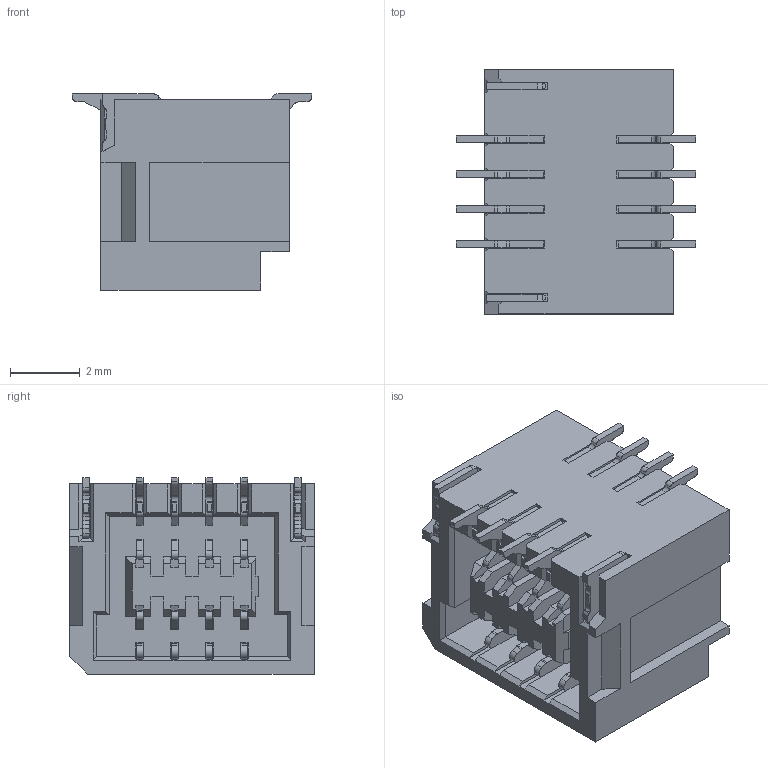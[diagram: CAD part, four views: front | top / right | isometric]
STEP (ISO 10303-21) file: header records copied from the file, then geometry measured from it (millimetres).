
FILE_DESCRIPTION (( 'STEP AP203' ), '1' );
FILE_NAME ('FWF10013-D08B83NAM.STEP', '2025-11-21T03:40:55', ( '' ), ( '' ), 'SwSTEP 2.0', 'SolidWorks 2021', '' );
FILE_SCHEMA (( 'CONFIG_CONTROL_DESIGN' ));
Products named in the file (1): FWF10013-D08B83NAM
Bounding box: 6.86 x 7 x 5.62 mm (x, y, z)
Volume: 134.8 mm3; surface area: 566.9 mm2
Topology: 1 solids, 5 shells, 1056 faces, 3255 edges, 2136 vertices
Faces by surface type: plane 786, bspline 270
Entity records: 40612 total; most frequent: CARTESIAN_POINT 13648, ORIENTED_EDGE 6510, DIRECTION 4241, EDGE_CURVE 3255, LINE 2667, VECTOR 2667, VERTEX_POINT 2136, EDGE_LOOP 1091
